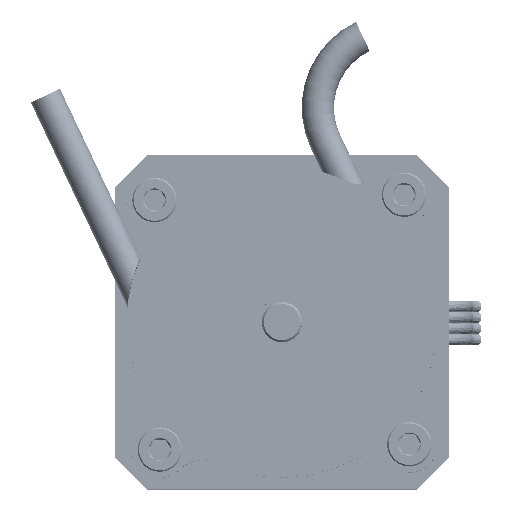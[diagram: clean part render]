
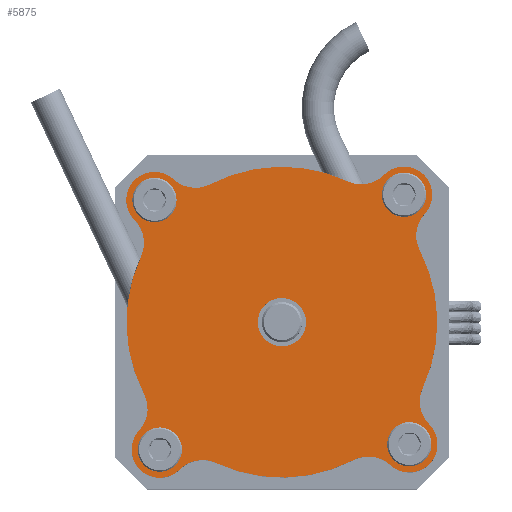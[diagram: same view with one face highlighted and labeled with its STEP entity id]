
A CAD part, top view. The second image highlights one B-rep face of the part: STEP entity #5875.
In plain terms, the highlighted face is planar.
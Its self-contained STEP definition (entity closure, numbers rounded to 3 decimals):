
#343=FACE_BOUND('',#1704,.T.);
#344=FACE_BOUND('',#1705,.T.);
#345=FACE_BOUND('',#1706,.T.);
#346=FACE_BOUND('',#1707,.T.);
#347=FACE_BOUND('',#1708,.T.);
#1150=PLANE('',#6673);
#1348=FACE_OUTER_BOUND('',#1703,.T.);
#1703=EDGE_LOOP('',(#4760,#4761,#4762,#4763,#4764,#4765,#4766,#4767,#4768,
#4769,#4770,#4771,#4772,#4773,#4774,#4775));
#1704=EDGE_LOOP('',(#4776));
#1705=EDGE_LOOP('',(#4777));
#1706=EDGE_LOOP('',(#4778));
#1707=EDGE_LOOP('',(#4779));
#1708=EDGE_LOOP('',(#4780));
#1996=CIRCLE('',#6596,4.);
#1997=CIRCLE('',#6598,3.5);
#2000=CIRCLE('',#6602,4.);
#2002=CIRCLE('',#6605,19.3);
#2004=CIRCLE('',#6608,4.);
#2006=CIRCLE('',#6611,3.5);
#2008=CIRCLE('',#6614,4.);
#2010=CIRCLE('',#6617,19.3);
#2012=CIRCLE('',#6620,4.);
#2014=CIRCLE('',#6623,3.5);
#2016=CIRCLE('',#6626,4.);
#2018=CIRCLE('',#6629,19.3);
#2020=CIRCLE('',#6632,4.);
#2022=CIRCLE('',#6635,3.5);
#2024=CIRCLE('',#6638,4.);
#2026=CIRCLE('',#6641,19.3);
#2041=CIRCLE('',#6661,1.8);
#2042=CIRCLE('',#6663,1.8);
#2043=CIRCLE('',#6665,1.8);
#2044=CIRCLE('',#6667,1.8);
#2047=CIRCLE('',#6671,3.);
#2650=VERTEX_POINT('',#13050);
#2651=VERTEX_POINT('',#13052);
#2652=VERTEX_POINT('',#13056);
#2656=VERTEX_POINT('',#13065);
#2657=VERTEX_POINT('',#13067);
#2660=VERTEX_POINT('',#13077);
#2661=VERTEX_POINT('',#13079);
#2664=VERTEX_POINT('',#13089);
#2665=VERTEX_POINT('',#13091);
#2668=VERTEX_POINT('',#13101);
#2669=VERTEX_POINT('',#13103);
#2672=VERTEX_POINT('',#13113);
#2673=VERTEX_POINT('',#13115);
#2676=VERTEX_POINT('',#13125);
#2677=VERTEX_POINT('',#13127);
#2679=VERTEX_POINT('',#13136);
#2694=VERTEX_POINT('',#13177);
#2695=VERTEX_POINT('',#13181);
#2696=VERTEX_POINT('',#13185);
#2697=VERTEX_POINT('',#13189);
#2700=VERTEX_POINT('',#13197);
#3372=EDGE_CURVE('',#2650,#2651,#1996,.T.);
#3374=EDGE_CURVE('',#2652,#2651,#1997,.T.);
#3379=EDGE_CURVE('',#2656,#2657,#2000,.T.);
#3382=EDGE_CURVE('',#2650,#2657,#2002,.T.);
#3385=EDGE_CURVE('',#2660,#2661,#2004,.T.);
#3388=EDGE_CURVE('',#2656,#2661,#2006,.T.);
#3391=EDGE_CURVE('',#2664,#2665,#2008,.T.);
#3394=EDGE_CURVE('',#2660,#2665,#2010,.T.);
#3397=EDGE_CURVE('',#2668,#2669,#2012,.T.);
#3400=EDGE_CURVE('',#2664,#2669,#2014,.T.);
#3403=EDGE_CURVE('',#2672,#2673,#2016,.T.);
#3406=EDGE_CURVE('',#2668,#2673,#2018,.T.);
#3409=EDGE_CURVE('',#2676,#2677,#2020,.T.);
#3412=EDGE_CURVE('',#2672,#2677,#2022,.T.);
#3414=EDGE_CURVE('',#2652,#2679,#2024,.T.);
#3417=EDGE_CURVE('',#2676,#2679,#2026,.T.);
#3435=EDGE_CURVE('',#2694,#2694,#2041,.T.);
#3437=EDGE_CURVE('',#2695,#2695,#2042,.T.);
#3439=EDGE_CURVE('',#2696,#2696,#2043,.T.);
#3441=EDGE_CURVE('',#2697,#2697,#2044,.T.);
#3445=EDGE_CURVE('',#2700,#2700,#2047,.T.);
#4760=ORIENTED_EDGE('',*,*,#3417,.T.);
#4761=ORIENTED_EDGE('',*,*,#3414,.F.);
#4762=ORIENTED_EDGE('',*,*,#3374,.T.);
#4763=ORIENTED_EDGE('',*,*,#3372,.F.);
#4764=ORIENTED_EDGE('',*,*,#3382,.T.);
#4765=ORIENTED_EDGE('',*,*,#3379,.F.);
#4766=ORIENTED_EDGE('',*,*,#3388,.T.);
#4767=ORIENTED_EDGE('',*,*,#3385,.F.);
#4768=ORIENTED_EDGE('',*,*,#3394,.T.);
#4769=ORIENTED_EDGE('',*,*,#3391,.F.);
#4770=ORIENTED_EDGE('',*,*,#3400,.T.);
#4771=ORIENTED_EDGE('',*,*,#3397,.F.);
#4772=ORIENTED_EDGE('',*,*,#3406,.T.);
#4773=ORIENTED_EDGE('',*,*,#3403,.F.);
#4774=ORIENTED_EDGE('',*,*,#3412,.T.);
#4775=ORIENTED_EDGE('',*,*,#3409,.F.);
#4776=ORIENTED_EDGE('',*,*,#3435,.T.);
#4777=ORIENTED_EDGE('',*,*,#3437,.T.);
#4778=ORIENTED_EDGE('',*,*,#3439,.T.);
#4779=ORIENTED_EDGE('',*,*,#3441,.T.);
#4780=ORIENTED_EDGE('',*,*,#3445,.T.);
#5875=ADVANCED_FACE('',(#1348,#343,#344,#345,#346,#347),#1150,.F.);
#6596=AXIS2_PLACEMENT_3D('',#13053,#7660,#7661);
#6598=AXIS2_PLACEMENT_3D('',#13057,#7665,#7666);
#6602=AXIS2_PLACEMENT_3D('',#13068,#7675,#7676);
#6605=AXIS2_PLACEMENT_3D('',#13072,#7682,#7683);
#6608=AXIS2_PLACEMENT_3D('',#13080,#7689,#7690);
#6611=AXIS2_PLACEMENT_3D('',#13084,#7696,#7697);
#6614=AXIS2_PLACEMENT_3D('',#13092,#7703,#7704);
#6617=AXIS2_PLACEMENT_3D('',#13096,#7710,#7711);
#6620=AXIS2_PLACEMENT_3D('',#13104,#7717,#7718);
#6623=AXIS2_PLACEMENT_3D('',#13108,#7724,#7725);
#6626=AXIS2_PLACEMENT_3D('',#13116,#7731,#7732);
#6629=AXIS2_PLACEMENT_3D('',#13120,#7738,#7739);
#6632=AXIS2_PLACEMENT_3D('',#13128,#7745,#7746);
#6635=AXIS2_PLACEMENT_3D('',#13132,#7752,#7753);
#6638=AXIS2_PLACEMENT_3D('',#13137,#7758,#7759);
#6641=AXIS2_PLACEMENT_3D('',#13141,#7765,#7766);
#6661=AXIS2_PLACEMENT_3D('',#13179,#7808,#7809);
#6663=AXIS2_PLACEMENT_3D('',#13183,#7813,#7814);
#6665=AXIS2_PLACEMENT_3D('',#13187,#7818,#7819);
#6667=AXIS2_PLACEMENT_3D('',#13191,#7823,#7824);
#6671=AXIS2_PLACEMENT_3D('',#13199,#7832,#7833);
#6673=AXIS2_PLACEMENT_3D('',#13201,#7836,#7837);
#7660=DIRECTION('center_axis',(0.,-1.,0.));
#7661=DIRECTION('ref_axis',(0.694,0.,-0.72));
#7665=DIRECTION('center_axis',(0.,-1.,0.));
#7666=DIRECTION('ref_axis',(-1.,0.,0.));
#7675=DIRECTION('center_axis',(0.,-1.,0.));
#7676=DIRECTION('ref_axis',(0.442,0.,-0.897));
#7682=DIRECTION('center_axis',(0.,-1.,0.));
#7683=DIRECTION('ref_axis',(-1.,0.,0.));
#7689=DIRECTION('center_axis',(0.,-1.,0.));
#7690=DIRECTION('ref_axis',(0.72,0.,0.694));
#7696=DIRECTION('center_axis',(0.,-1.,0.));
#7697=DIRECTION('ref_axis',(-1.,0.,0.));
#7703=DIRECTION('center_axis',(0.,-1.,0.));
#7704=DIRECTION('ref_axis',(0.897,0.,0.442));
#7710=DIRECTION('center_axis',(0.,-1.,0.));
#7711=DIRECTION('ref_axis',(-1.,0.,0.));
#7717=DIRECTION('center_axis',(0.,-1.,0.));
#7718=DIRECTION('ref_axis',(-0.694,0.,0.72));
#7724=DIRECTION('center_axis',(0.,-1.,0.));
#7725=DIRECTION('ref_axis',(-1.,0.,0.));
#7731=DIRECTION('center_axis',(0.,-1.,0.));
#7732=DIRECTION('ref_axis',(-0.442,0.,0.897));
#7738=DIRECTION('center_axis',(0.,-1.,0.));
#7739=DIRECTION('ref_axis',(-1.,0.,0.));
#7745=DIRECTION('center_axis',(0.,-1.,0.));
#7746=DIRECTION('ref_axis',(-0.72,0.,-0.694));
#7752=DIRECTION('center_axis',(0.,-1.,0.));
#7753=DIRECTION('ref_axis',(-1.,0.,0.));
#7758=DIRECTION('center_axis',(0.,-1.,0.));
#7759=DIRECTION('ref_axis',(-0.897,0.,-0.442));
#7765=DIRECTION('center_axis',(0.,-1.,0.));
#7766=DIRECTION('ref_axis',(-1.,0.,0.));
#7808=DIRECTION('center_axis',(0.,1.,0.));
#7809=DIRECTION('ref_axis',(1.,0.,0.));
#7813=DIRECTION('center_axis',(0.,1.,0.));
#7814=DIRECTION('ref_axis',(1.,0.,0.));
#7818=DIRECTION('center_axis',(0.,1.,0.));
#7819=DIRECTION('ref_axis',(1.,0.,0.));
#7823=DIRECTION('center_axis',(0.,1.,0.));
#7824=DIRECTION('ref_axis',(1.,0.,0.));
#7832=DIRECTION('center_axis',(0.,1.,0.));
#7833=DIRECTION('ref_axis',(1.,0.,0.));
#7836=DIRECTION('center_axis',(0.,1.,0.));
#7837=DIRECTION('ref_axis',(0.,0.,1.));
#13050=CARTESIAN_POINT('',(-8.529,0.,-17.313));
#13052=CARTESIAN_POINT('',(-13.072,0.,-18.021));
#13053=CARTESIAN_POINT('Origin',(-10.297,0.,-20.901));
#13056=CARTESIAN_POINT('',(-18.021,0.,-13.072));
#13057=CARTESIAN_POINT('Origin',(-15.5,0.,-15.5));
#13065=CARTESIAN_POINT('',(13.072,0.,-18.021));
#13067=CARTESIAN_POINT('',(8.529,0.,-17.313));
#13068=CARTESIAN_POINT('Origin',(10.297,0.,-20.901));
#13072=CARTESIAN_POINT('Origin',(0.,0.,0.));
#13077=CARTESIAN_POINT('',(17.313,0.,-8.529));
#13079=CARTESIAN_POINT('',(18.021,0.,-13.072));
#13080=CARTESIAN_POINT('Origin',(20.901,0.,-10.297));
#13084=CARTESIAN_POINT('Origin',(15.5,0.,-15.5));
#13089=CARTESIAN_POINT('',(18.021,0.,13.072));
#13091=CARTESIAN_POINT('',(17.313,0.,8.529));
#13092=CARTESIAN_POINT('Origin',(20.901,0.,10.297));
#13096=CARTESIAN_POINT('Origin',(0.,0.,0.));
#13101=CARTESIAN_POINT('',(8.529,0.,17.313));
#13103=CARTESIAN_POINT('',(13.072,0.,18.021));
#13104=CARTESIAN_POINT('Origin',(10.297,0.,20.901));
#13108=CARTESIAN_POINT('Origin',(15.5,0.,15.5));
#13113=CARTESIAN_POINT('',(-13.072,0.,18.021));
#13115=CARTESIAN_POINT('',(-8.529,0.,17.313));
#13116=CARTESIAN_POINT('Origin',(-10.297,0.,20.901));
#13120=CARTESIAN_POINT('Origin',(0.,0.,0.));
#13125=CARTESIAN_POINT('',(-17.313,0.,8.529));
#13127=CARTESIAN_POINT('',(-18.021,0.,13.072));
#13128=CARTESIAN_POINT('Origin',(-20.901,0.,10.297));
#13132=CARTESIAN_POINT('Origin',(-15.5,0.,15.5));
#13136=CARTESIAN_POINT('',(-17.313,0.,-8.529));
#13137=CARTESIAN_POINT('Origin',(-20.901,0.,-10.297));
#13141=CARTESIAN_POINT('Origin',(0.,0.,0.));
#13177=CARTESIAN_POINT('',(13.7,0.,-15.5));
#13179=CARTESIAN_POINT('Origin',(15.5,0.,-15.5));
#13181=CARTESIAN_POINT('',(-17.3,0.,-15.5));
#13183=CARTESIAN_POINT('Origin',(-15.5,0.,-15.5));
#13185=CARTESIAN_POINT('',(13.7,0.,15.5));
#13187=CARTESIAN_POINT('Origin',(15.5,0.,15.5));
#13189=CARTESIAN_POINT('',(-17.3,0.,15.5));
#13191=CARTESIAN_POINT('Origin',(-15.5,0.,15.5));
#13197=CARTESIAN_POINT('',(-3.,0.,0.));
#13199=CARTESIAN_POINT('Origin',(0.,0.,0.));
#13201=CARTESIAN_POINT('Origin',(0.,0.,0.));
